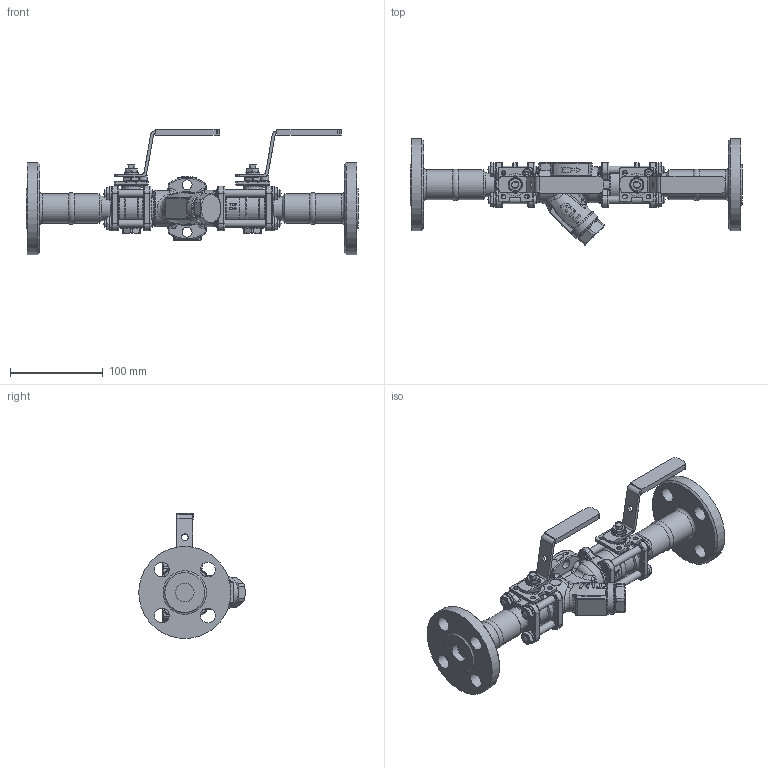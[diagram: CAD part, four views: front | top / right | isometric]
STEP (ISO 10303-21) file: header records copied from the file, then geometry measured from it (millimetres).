
FILE_DESCRIPTION(/* description */ (''),/* implementation_level */ '2;1');
FILE_NAME(/* name */ 'qs18b-020-a0150-00.stp',/* time_stamp */ '2025-04-18T10:54:55+09:00',/* author */ ('asada'),/* organization */ (''),/* preprocessor_version */ 'ST-DEVELOPER v20',/* originating_system */ 'Autodesk Inventor 2022',/* authorisation */ '');
FILE_SCHEMA (('AUTOMOTIVE_DESIGN { 1 0 10303 214 3 1 1 }'));
Products named in the file (1): 20A-ASME-150-QS18-B_SYM
Bounding box: 357 x 114.43 x 134.5 mm (x, y, z)
Volume: 639943.3 mm3; surface area: 140047.2 mm2
Topology: 1 solids, 9 shells, 1726 faces, 4448 edges, 2718 vertices
Faces by surface type: plane 656, cylinder 504, bspline 217, cone 186, torus 133, sphere 30
Full cylindrical faces by diameter (mm): 5 x10, 7 x1, 7.5 x2, 8 x24, 8.5 x2, 8.7 x10, 9 x2, 9.3 x2, 10.2 x2, 10.5 x2, 14.5 x2, 14.9 x2, 15 x1, 16 x11, 17.5 x2, 20 x2, 22 x2, 24 x1, 24.2 x1, 24.5 x2, 25 x1, 26 x2, 29 x1, 32 x4, 34 x1, 35.6 x1, 37 x6, 39 x1, 99 x2
Entity records: 63911 total; most frequent: CARTESIAN_POINT 23530, ORIENTED_EDGE 8778, DIRECTION 7965, EDGE_CURVE 4389, AXIS2_PLACEMENT_3D 3276, VERTEX_POINT 2718, EDGE_LOOP 1865, FACE_OUTER_BOUND 1726
